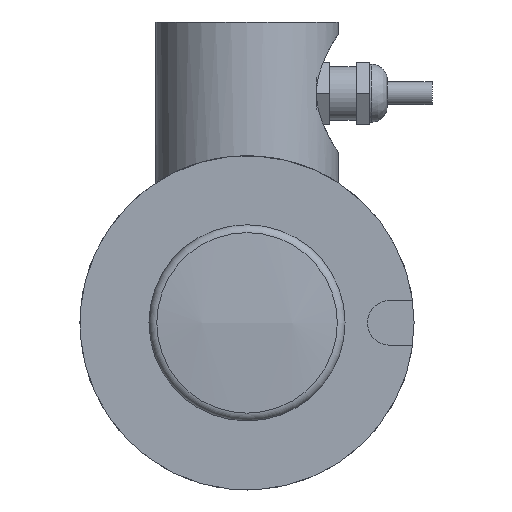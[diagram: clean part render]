
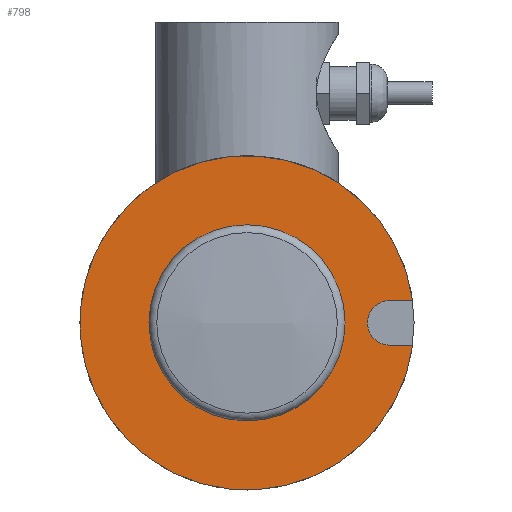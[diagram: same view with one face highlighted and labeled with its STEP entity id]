
A CAD part, front view. The second image highlights one B-rep face of the part: STEP entity #798.
In plain terms, the highlighted planar face has unit normal (0, -1, 0).
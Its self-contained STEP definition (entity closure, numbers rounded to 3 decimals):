
#38=FACE_BOUND('',#168,.T.);
#68=PLANE('',#895);
#112=FACE_OUTER_BOUND('',#167,.T.);
#167=EDGE_LOOP('',(#698,#699,#700,#701));
#168=EDGE_LOOP('',(#702,#703));
#229=LINE('',#1495,#286);
#235=LINE('',#1507,#292);
#286=VECTOR('',#1106,10.);
#292=VECTOR('',#1114,10.);
#320=CIRCLE('',#875,22.);
#321=CIRCLE('',#876,22.);
#329=CIRCLE('',#894,5.);
#330=CIRCLE('',#896,37.5);
#389=VERTEX_POINT('',#1339);
#390=VERTEX_POINT('',#1341);
#401=VERTEX_POINT('',#1491);
#403=VERTEX_POINT('',#1494);
#406=VERTEX_POINT('',#1501);
#408=VERTEX_POINT('',#1505);
#487=EDGE_CURVE('',#389,#390,#320,.T.);
#488=EDGE_CURVE('',#390,#389,#321,.T.);
#503=EDGE_CURVE('',#403,#401,#229,.T.);
#509=EDGE_CURVE('',#406,#408,#235,.T.);
#511=EDGE_CURVE('',#408,#403,#329,.T.);
#512=EDGE_CURVE('',#401,#406,#330,.T.);
#698=ORIENTED_EDGE('',*,*,#509,.T.);
#699=ORIENTED_EDGE('',*,*,#511,.T.);
#700=ORIENTED_EDGE('',*,*,#503,.T.);
#701=ORIENTED_EDGE('',*,*,#512,.T.);
#702=ORIENTED_EDGE('',*,*,#488,.F.);
#703=ORIENTED_EDGE('',*,*,#487,.F.);
#798=ADVANCED_FACE('',(#112,#38),#68,.T.);
#875=AXIS2_PLACEMENT_3D('',#1342,#1069,#1070);
#876=AXIS2_PLACEMENT_3D('',#1343,#1071,#1072);
#894=AXIS2_PLACEMENT_3D('',#1510,#1119,#1120);
#895=AXIS2_PLACEMENT_3D('',#1511,#1121,#1122);
#896=AXIS2_PLACEMENT_3D('',#1512,#1123,#1124);
#1069=DIRECTION('center_axis',(0.,-1.,0.));
#1070=DIRECTION('ref_axis',(1.,0.,0.));
#1071=DIRECTION('center_axis',(0.,-1.,0.));
#1072=DIRECTION('ref_axis',(1.,0.,0.));
#1106=DIRECTION('',(1.,0.,0.));
#1114=DIRECTION('',(-1.,0.,0.));
#1119=DIRECTION('center_axis',(0.,1.,0.));
#1120=DIRECTION('ref_axis',(1.,0.,0.));
#1121=DIRECTION('center_axis',(0.,-1.,0.));
#1122=DIRECTION('ref_axis',(0.,0.,-1.));
#1123=DIRECTION('center_axis',(0.,-1.,0.));
#1124=DIRECTION('ref_axis',(1.,0.,0.));
#1339=CARTESIAN_POINT('',(-22.,16.,0.));
#1341=CARTESIAN_POINT('',(22.,16.,0.));
#1342=CARTESIAN_POINT('Origin',(0.,16.,0.));
#1343=CARTESIAN_POINT('Origin',(0.,16.,0.));
#1491=CARTESIAN_POINT('',(37.165,16.,5.));
#1494=CARTESIAN_POINT('',(32.,16.,5.));
#1495=CARTESIAN_POINT('',(27.,16.,5.));
#1501=CARTESIAN_POINT('',(37.165,16.,-5.));
#1505=CARTESIAN_POINT('',(32.,16.,-5.));
#1507=CARTESIAN_POINT('',(37.,16.,-5.));
#1510=CARTESIAN_POINT('Origin',(32.,16.,0.));
#1511=CARTESIAN_POINT('Origin',(22.,16.,0.));
#1512=CARTESIAN_POINT('Origin',(0.,16.,0.));
